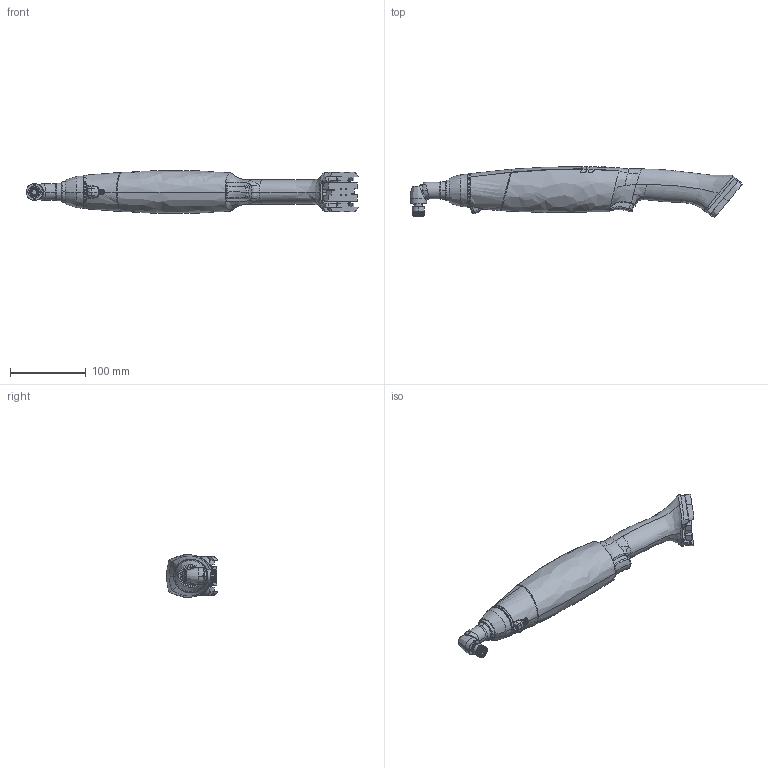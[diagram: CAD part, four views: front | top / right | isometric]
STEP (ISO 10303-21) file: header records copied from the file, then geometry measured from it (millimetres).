
FILE_DESCRIPTION((''),'2;1');
FILE_NAME('6151656280_SW0001','2010-10-26T',('sdanet'),(''),'PRO/ENGINEER BY PARAMETRIC TECHNOLOGY CORPORATION, 2009300','PRO/ENGINEER BY PARAMETRIC TECHNOLOGY CORPORATION, 2009300','');
FILE_SCHEMA(('CONFIG_CONTROL_DESIGN'));
Products named in the file (1): 6151656280_SW0001
Bounding box: 439.68 x 67.72 x 56.59 mm (x, y, z)
Volume: 218880.5 mm3; surface area: 136837.4 mm2
Topology: 3 solids, 3 shells, 826 faces, 2115 edges, 1324 vertices
Faces by surface type: plane 292, bspline 233, cylinder 159, cone 65, extrusion 44, torus 27, sphere 6
Entity records: 48279 total; most frequent: CARTESIAN_POINT 30508, ORIENTED_EDGE 4222, DIRECTION 2780, EDGE_CURVE 2111, VERTEX_POINT 1324, AXIS2_PLACEMENT_3D 958, B_SPLINE_CURVE_WITH_KNOTS 926, EDGE_LOOP 885
